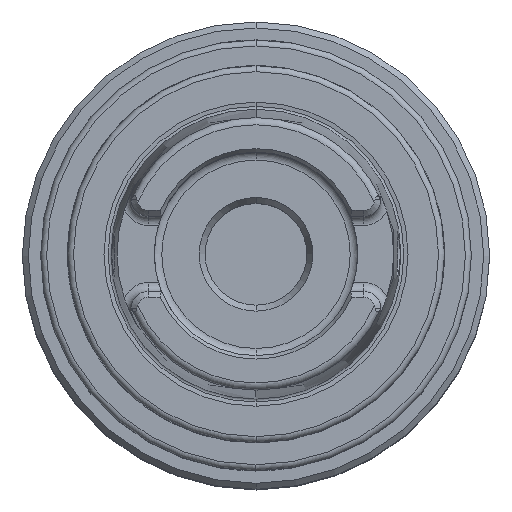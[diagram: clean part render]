
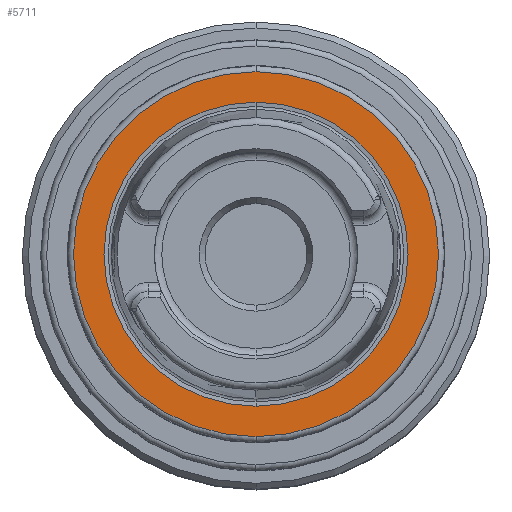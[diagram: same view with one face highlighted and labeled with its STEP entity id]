
A CAD part, top view. The second image highlights one B-rep face of the part: STEP entity #5711.
In plain terms, the highlighted planar face has unit normal (0, 0, 1).
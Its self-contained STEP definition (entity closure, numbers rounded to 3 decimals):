
#1264=CARTESIAN_POINT('',(0,0,26));
#1265=DIRECTION('',(0,0,-1));
#1266=DIRECTION('',(0,1,0));
#1267=AXIS2_PLACEMENT_3D('',#1264,#1265,#1266);
#1277=CARTESIAN_POINT('',(0,0,26));
#1278=DIRECTION('',(0,0,1));
#1279=DIRECTION('',(0,1,0));
#1280=AXIS2_PLACEMENT_3D('',#1277,#1278,#1279);
#1282=CARTESIAN_POINT('',(0,0,26));
#1283=DIRECTION('',(0,0,1));
#1284=DIRECTION('',(0,1,0));
#1285=AXIS2_PLACEMENT_3D('',#1282,#1283,#1284);
#1287=CARTESIAN_POINT('',(0,0,26));
#1288=DIRECTION('',(0,0,1));
#1289=DIRECTION('',(0,-1,0));
#1290=AXIS2_PLACEMENT_3D('',#1287,#1288,#1289);
#3752=CARTESIAN_POINT('',(0,25.409,26));
#3754=VERTEX_POINT('',#3752);
#3788=CARTESIAN_POINT('',(0,-25.409,26));
#3790=VERTEX_POINT('',#3788);
#3854=CARTESIAN_POINT('',(0,30.5,26));
#3855=CARTESIAN_POINT('',(0,-30.5,26));
#3856=VERTEX_POINT('',#3854);
#3857=VERTEX_POINT('',#3855);
#5696=CARTESIAN_POINT('',(0,0,26));
#5697=DIRECTION('',(0,0,-1));
#5698=DIRECTION('',(0,-1,0));
#5699=AXIS2_PLACEMENT_3D('',#5696,#5697,#5698);
#5700=PLANE('',#5699);
#5702=ORIENTED_EDGE('',*,*,#5701,.F.);
#5704=ORIENTED_EDGE('',*,*,#5703,.F.);
#5705=EDGE_LOOP('',(#5702,#5704));
#5706=FACE_OUTER_BOUND('',#5705,.F.);
#5707=ORIENTED_EDGE('',*,*,#5691,.T.);
#5708=ORIENTED_EDGE('',*,*,#5675,.F.);
#5709=EDGE_LOOP('',(#5707,#5708));
#5710=FACE_BOUND('',#5709,.F.);
#5711=ADVANCED_FACE('',(#5706,#5710),#5700,.F.);
#1268=CIRCLE('',#1267,25.409);
#1281=CIRCLE('',#1280,25.409);
#1286=CIRCLE('',#1285,30.5);
#1291=CIRCLE('',#1290,30.5);
#5675=EDGE_CURVE('',#3754,#3790,#1268,.T.);
#5691=EDGE_CURVE('',#3754,#3790,#1281,.T.);
#5701=EDGE_CURVE('',#3856,#3857,#1286,.T.);
#5703=EDGE_CURVE('',#3857,#3856,#1291,.T.);
